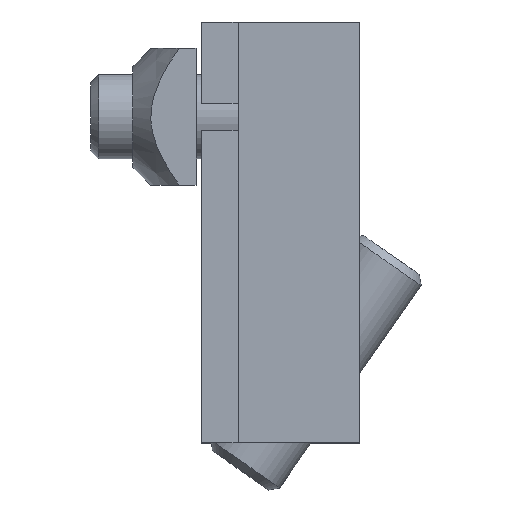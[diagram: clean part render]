
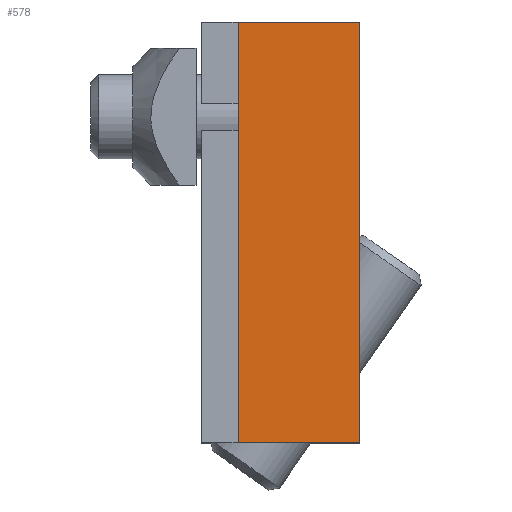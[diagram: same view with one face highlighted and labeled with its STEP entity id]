
A CAD part, top view. The second image highlights one B-rep face of the part: STEP entity #578.
In plain terms, the highlighted planar face has unit normal (0, 0, 1).
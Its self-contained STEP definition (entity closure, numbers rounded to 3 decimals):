
#279=CARTESIAN_POINT('',(-11.5,0.,0.));
#280=VERTEX_POINT('',#279);
#287=CARTESIAN_POINT('',(-11.5,40.,0.));
#288=VERTEX_POINT('',#287);
#289=CARTESIAN_POINT('',(-11.5,40.,0.));
#290=DIRECTION('',(0.0,-1.0,0.0));
#291=VECTOR('',#290,40.0);
#292=LINE('',#289,#291);
#293=EDGE_CURVE('',#288,#280,#292,.T.);
#389=CARTESIAN_POINT('',(0.,0.,0.));
#390=VERTEX_POINT('',#389);
#407=CARTESIAN_POINT('',(0.,40.,0.));
#408=VERTEX_POINT('',#407);
#415=CARTESIAN_POINT('',(0.,40.,0.));
#416=DIRECTION('',(0.0,-1.0,0.0));
#417=VECTOR('',#416,40.0);
#418=LINE('',#415,#417);
#419=EDGE_CURVE('',#408,#390,#418,.T.);
#557=CARTESIAN_POINT('',(-11.5,40.,0.));
#558=DIRECTION('',(0.0,0.0,1.0));
#559=DIRECTION('',(0.0,-1.0,0.0));
#560=AXIS2_PLACEMENT_3D('',#557,#558,#559);
#561=PLANE('',#560);
#562=CARTESIAN_POINT('',(-11.5,0.,0.));
#563=DIRECTION('',(1.0,0.0,0.0));
#564=VECTOR('',#563,11.5);
#565=LINE('',#562,#564);
#566=EDGE_CURVE('',#280,#390,#565,.T.);
#567=ORIENTED_EDGE('',*,*,#566,.T.);
#568=ORIENTED_EDGE('',*,*,#419,.F.);
#569=CARTESIAN_POINT('',(-11.5,40.,0.));
#570=DIRECTION('',(1.0,0.0,0.0));
#571=VECTOR('',#570,11.5);
#572=LINE('',#569,#571);
#573=EDGE_CURVE('',#288,#408,#572,.T.);
#574=ORIENTED_EDGE('',*,*,#573,.F.);
#575=ORIENTED_EDGE('',*,*,#293,.T.);
#576=EDGE_LOOP('',(#567,#568,#574,#575));
#577=FACE_OUTER_BOUND('',#576,.T.);
#578=ADVANCED_FACE('',(#577),#561,.T.);
